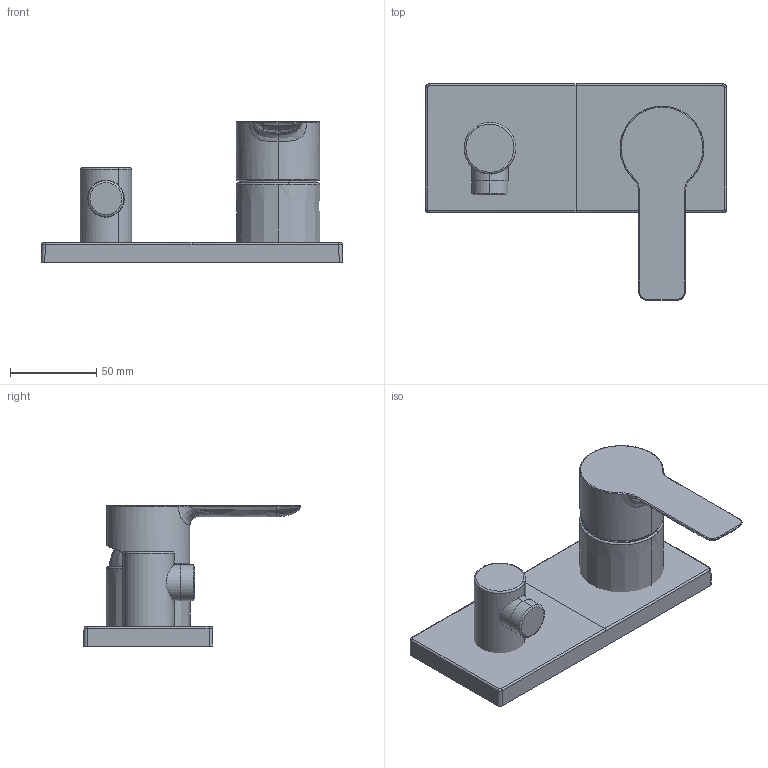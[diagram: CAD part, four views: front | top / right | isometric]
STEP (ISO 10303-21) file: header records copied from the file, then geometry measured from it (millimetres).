
FILE_DESCRIPTION (( 'STEP AP203' ), '1' );
FILE_NAME ('44549503.STEP', '2019-01-11T08:43:55', ( '' ), ( '' ), 'SwSTEP 2.0', 'SolidWorks 2016', '' );
FILE_SCHEMA (( 'CONFIG_CONTROL_DESIGN' ));
Length unit declared in the file: millimetre
Products named in the file (1): 44549503
Bounding box: 175 x 125.86 x 81.77 mm (x, y, z)
Volume: 361919.8 mm3; surface area: 65488.7 mm2
Topology: 5 solids, 6 shells, 120 faces, 271 edges, 165 vertices
Faces by surface type: bspline 60, cylinder 25, plane 19, cone 12, torus 4
Entity records: 7750 total; most frequent: CARTESIAN_POINT 5439, ORIENTED_EDGE 542, DIRECTION 321, EDGE_CURVE 271, VERTEX_POINT 165, AXIS2_PLACEMENT_3D 133, B_SPLINE_CURVE_WITH_KNOTS 130, EDGE_LOOP 124
